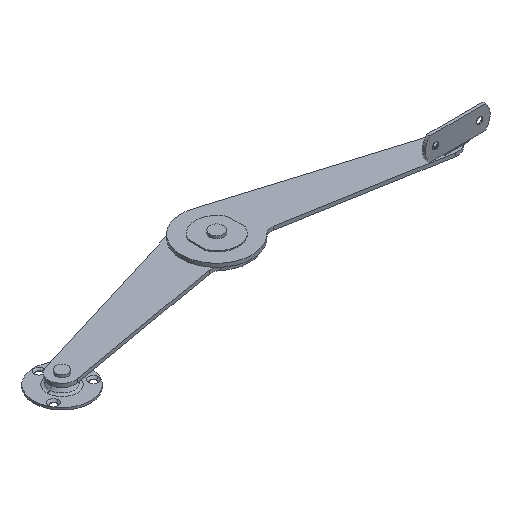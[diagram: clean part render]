
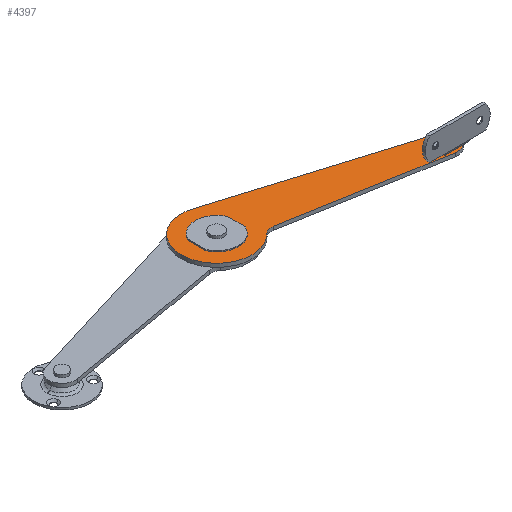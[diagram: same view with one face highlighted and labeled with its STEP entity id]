
A CAD part, isometric view. The second image highlights one B-rep face of the part: STEP entity #4397.
In plain terms, the highlighted planar face has unit normal (0, 0, 1).
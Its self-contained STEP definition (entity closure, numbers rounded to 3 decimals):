
#3172 = CARTESIAN_POINT ( 'NONE',  ( 109.767, -19.999, 2. ) ) ;
#3173 = CARTESIAN_POINT ( 'NONE',  ( 106.567, -19.999, 2. ) ) ;
#3174 = DIRECTION ( 'NONE',  ( 1., 0., 0. ) ) ;
#3175 = DIRECTION ( 'NONE',  ( 0., 0., 1. ) ) ;
#3176 = AXIS2_PLACEMENT_3D ( 'NONE', #3182, #3175, #3174 ) ;
#3177 = CIRCLE ( 'NONE', #3176, 1.6 ) ;
#3182 = CARTESIAN_POINT ( 'NONE',  ( 108.167, -19.999, 2. ) ) ;
#3216 = DIRECTION ( 'NONE',  ( 1., 0., 0. ) ) ;
#3217 = DIRECTION ( 'NONE',  ( 0., 0., 1. ) ) ;
#3218 = CARTESIAN_POINT ( 'NONE',  ( 108.167, -19.999, 2. ) ) ;
#3219 = AXIS2_PLACEMENT_3D ( 'NONE', #3218, #3217, #3216 ) ;
#3220 = CIRCLE ( 'NONE', #3219, 1.6 ) ;
#3221 = DIRECTION ( 'NONE',  ( 1., 0., 0. ) ) ;
#3222 = DIRECTION ( 'NONE',  ( 0., 0., 1. ) ) ;
#3223 = CARTESIAN_POINT ( 'NONE',  ( 18.809, -17.951, 2. ) ) ;
#3224 = AXIS2_PLACEMENT_3D ( 'NONE', #3223, #3222, #3221 ) ;
#3225 = PLANE ( 'NONE',  #3224 ) ;
#3226 = FACE_BOUND ( 'NONE', #4448, .T. ) ;
#3227 = FACE_OUTER_BOUND ( 'NONE', #4402, .T. ) ;
#3228 = FACE_BOUND ( 'NONE', #4398, .T. ) ;
#3268 = DIRECTION ( 'NONE',  ( 0., 1., 0. ) ) ;
#3269 = VECTOR ( 'NONE', #3268, 1000. ) ;
#3270 = CARTESIAN_POINT ( 'NONE',  ( 11.1, 4.941, 2. ) ) ;
#3271 = LINE ( 'NONE', #3270, #3269 ) ;
#3286 = CARTESIAN_POINT ( 'NONE',  ( 14.468, -13.808, 2. ) ) ;
#3287 = CARTESIAN_POINT ( 'NONE',  ( -20., 0., 2. ) ) ;
#3288 = DIRECTION ( 'NONE',  ( 1., 0., 0. ) ) ;
#3289 = DIRECTION ( 'NONE',  ( 0., 0., 1. ) ) ;
#3290 = AXIS2_PLACEMENT_3D ( 'NONE', #3296, #3289, #3288 ) ;
#3291 = CIRCLE ( 'NONE', #3290, 20. ) ;
#3296 = CARTESIAN_POINT ( 'NONE',  ( 0., 0., 2. ) ) ;
#3300 = CARTESIAN_POINT ( 'NONE',  ( 19.851, -12.042, 2. ) ) ;
#3301 = DIRECTION ( 'NONE',  ( 1., 0., 0. ) ) ;
#3302 = DIRECTION ( 'NONE',  ( 0., 0., -1. ) ) ;
#3303 = AXIS2_PLACEMENT_3D ( 'NONE', #3309, #3302, #3301 ) ;
#3304 = CIRCLE ( 'NONE', #3303, 6. ) ;
#3309 = CARTESIAN_POINT ( 'NONE',  ( 18.809, -17.951, 2. ) ) ;
#3312 = DIRECTION ( 'NONE',  ( 1., 0., 0. ) ) ;
#3313 = DIRECTION ( 'NONE',  ( 0., 0., 1. ) ) ;
#3314 = CARTESIAN_POINT ( 'NONE',  ( 0., 0., 2. ) ) ;
#3315 = AXIS2_PLACEMENT_3D ( 'NONE', #3314, #3313, #3312 ) ;
#3316 = CIRCLE ( 'NONE', #3315, 12.15 ) ;
#3317 = CARTESIAN_POINT ( 'NONE',  ( -11.1, 4.941, 2. ) ) ;
#3318 = DIRECTION ( 'NONE',  ( 0., -1., 0. ) ) ;
#3319 = VECTOR ( 'NONE', #3318, 1000. ) ;
#3320 = CARTESIAN_POINT ( 'NONE',  ( -11.1, 4.941, 2. ) ) ;
#3321 = LINE ( 'NONE', #3320, #3319 ) ;
#3322 = CARTESIAN_POINT ( 'NONE',  ( -11.1, -4.941, 2. ) ) ;
#3323 = DIRECTION ( 'NONE',  ( 1., 0., 0. ) ) ;
#3324 = DIRECTION ( 'NONE',  ( 0., 0., 1. ) ) ;
#3325 = CARTESIAN_POINT ( 'NONE',  ( 0., 0., 2. ) ) ;
#3326 = AXIS2_PLACEMENT_3D ( 'NONE', #3325, #3324, #3323 ) ;
#3327 = CIRCLE ( 'NONE', #3326, 12.15 ) ;
#3328 = CARTESIAN_POINT ( 'NONE',  ( 11.1, 4.941, 2. ) ) ;
#3329 = CARTESIAN_POINT ( 'NONE',  ( 11.1, -4.941, 2. ) ) ;
#3341 = DIRECTION ( 'NONE',  ( 1., 0., 0. ) ) ;
#3342 = DIRECTION ( 'NONE',  ( 0., 0., 1. ) ) ;
#3343 = CARTESIAN_POINT ( 'NONE',  ( 0., 0., 2. ) ) ;
#3344 = AXIS2_PLACEMENT_3D ( 'NONE', #3343, #3342, #3341 ) ;
#3345 = CIRCLE ( 'NONE', #3344, 20. ) ;
#3346 = CARTESIAN_POINT ( 'NONE',  ( 5.847, 19.126, 2. ) ) ;
#3347 = DIRECTION ( 'NONE',  ( -0.956, 0.292, 0. ) ) ;
#3348 = VECTOR ( 'NONE', #3347, 1000. ) ;
#3349 = CARTESIAN_POINT ( 'NONE',  ( 110.36, -12.826, 2. ) ) ;
#3350 = LINE ( 'NONE', #3349, #3348 ) ;
#3351 = CARTESIAN_POINT ( 'NONE',  ( 110.36, -12.826, 2. ) ) ;
#3352 = DIRECTION ( 'NONE',  ( -1., 0., 0. ) ) ;
#3353 = DIRECTION ( 'NONE',  ( 0., 0., 1. ) ) ;
#3354 = CARTESIAN_POINT ( 'NONE',  ( 108.167, -19.999, 2. ) ) ;
#3355 = AXIS2_PLACEMENT_3D ( 'NONE', #3354, #3353, #3352 ) ;
#3356 = CIRCLE ( 'NONE', #3355, 7.5 ) ;
#3357 = CARTESIAN_POINT ( 'NONE',  ( 106.864, -27.385, 2. ) ) ;
#3358 = DIRECTION ( 'NONE',  ( 0.985, -0.174, 0. ) ) ;
#3359 = VECTOR ( 'NONE', #3358, 1000. ) ;
#3360 = CARTESIAN_POINT ( 'NONE',  ( 106.864, -27.385, 2. ) ) ;
#3361 = LINE ( 'NONE', #3360, #3359 ) ;
#4367 = EDGE_CURVE ( 'NONE', #4368, #4369, #3177, .T. ) ;
#4368 = VERTEX_POINT ( 'NONE', #3173 ) ;
#4369 = VERTEX_POINT ( 'NONE', #3172 ) ;
#4397 = ADVANCED_FACE ( 'NONE', ( #3228, #3227, #3226 ), #3225, .T. ) ;
#4398 = EDGE_LOOP ( 'NONE', ( #4399, #4400 ) ) ;
#4399 = ORIENTED_EDGE ( 'NONE', *, *, #4367, .F. ) ;
#4400 = ORIENTED_EDGE ( 'NONE', *, *, #4401, .F. ) ;
#4401 = EDGE_CURVE ( 'NONE', #4369, #4368, #3220, .T. ) ;
#4402 = EDGE_LOOP ( 'NONE', ( #4463, #4466, #4469, #4472, #4475, #4447 ) ) ;
#4433 = EDGE_CURVE ( 'NONE', #4434, #4435, #3291, .T. ) ;
#4434 = VERTEX_POINT ( 'NONE', #3287 ) ;
#4435 = VERTEX_POINT ( 'NONE', #3286 ) ;
#4447 = ORIENTED_EDGE ( 'NONE', *, *, #4433, .T. ) ;
#4448 = EDGE_LOOP ( 'NONE', ( #4449, #4453, #4456, #4459 ) ) ;
#4449 = ORIENTED_EDGE ( 'NONE', *, *, #4450, .F. ) ;
#4450 = EDGE_CURVE ( 'NONE', #4451, #4452, #3271, .T. ) ;
#4451 = VERTEX_POINT ( 'NONE', #3329 ) ;
#4452 = VERTEX_POINT ( 'NONE', #3328 ) ;
#4453 = ORIENTED_EDGE ( 'NONE', *, *, #4454, .F. ) ;
#4454 = EDGE_CURVE ( 'NONE', #4455, #4451, #3327, .T. ) ;
#4455 = VERTEX_POINT ( 'NONE', #3322 ) ;
#4456 = ORIENTED_EDGE ( 'NONE', *, *, #4457, .F. ) ;
#4457 = EDGE_CURVE ( 'NONE', #4458, #4455, #3321, .T. ) ;
#4458 = VERTEX_POINT ( 'NONE', #3317 ) ;
#4459 = ORIENTED_EDGE ( 'NONE', *, *, #4460, .F. ) ;
#4460 = EDGE_CURVE ( 'NONE', #4452, #4458, #3316, .T. ) ;
#4463 = ORIENTED_EDGE ( 'NONE', *, *, #4464, .T. ) ;
#4464 = EDGE_CURVE ( 'NONE', #4435, #4465, #3304, .T. ) ;
#4465 = VERTEX_POINT ( 'NONE', #3300 ) ;
#4466 = ORIENTED_EDGE ( 'NONE', *, *, #4467, .T. ) ;
#4467 = EDGE_CURVE ( 'NONE', #4465, #4468, #3361, .T. ) ;
#4468 = VERTEX_POINT ( 'NONE', #3357 ) ;
#4469 = ORIENTED_EDGE ( 'NONE', *, *, #4470, .T. ) ;
#4470 = EDGE_CURVE ( 'NONE', #4468, #4471, #3356, .T. ) ;
#4471 = VERTEX_POINT ( 'NONE', #3351 ) ;
#4472 = ORIENTED_EDGE ( 'NONE', *, *, #4473, .T. ) ;
#4473 = EDGE_CURVE ( 'NONE', #4471, #4474, #3350, .T. ) ;
#4474 = VERTEX_POINT ( 'NONE', #3346 ) ;
#4475 = ORIENTED_EDGE ( 'NONE', *, *, #4476, .T. ) ;
#4476 = EDGE_CURVE ( 'NONE', #4474, #4434, #3345, .T. ) ;
